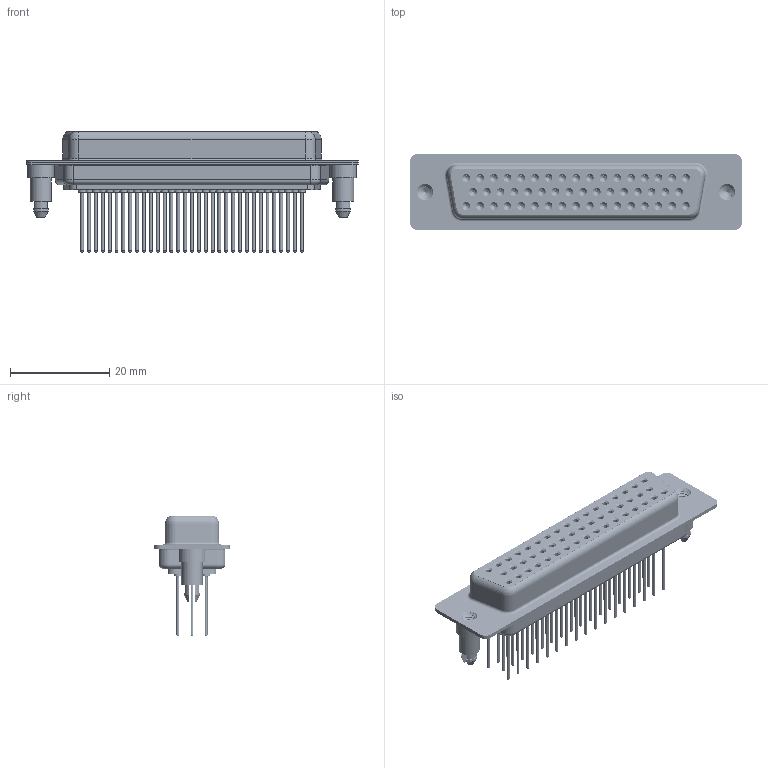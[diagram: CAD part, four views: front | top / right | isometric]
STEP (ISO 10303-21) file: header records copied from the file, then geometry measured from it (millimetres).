
FILE_DESCRIPTION (( 'STEP AP203' ), '1' );
FILE_NAME ('628-M50-323-GT5.STEP', '2020-07-17T09:39:37', ( '' ), ( '' ), 'SwSTEP 2.0', 'SolidWorks 2020', '' );
FILE_SCHEMA (( 'CONFIG_CONTROL_DESIGN' ));
Length unit declared in the file: millimetre
Products named in the file (8): 628M Shell Rear_50 Contacts; 628M 4-40 Threaded Boardlock; 628M Shell Front_50 Contacts; 628M Housing_50 Contacts; 628M Contact Row 3_23; 628-M50-323-GT5; 628M Contact Row 1_23; 628M Contact Row 2_23
Assembly tree (55 placements, depth 2):
  628-M50-323-GT5
    628M Housing_50 Contacts
    628M Shell Front_50 Contacts
    628M Shell Rear_50 Contacts
    628M Contact Row 1_23  x17
    628M Contact Row 2_23  x16
    628M Contact Row 3_23  x17
    628M 4-40 Threaded Boardlock  x2
Bounding box: 67 x 15.3 x 24.27 mm (x, y, z)
Volume: 6850 mm3; surface area: 15999.9 mm2
Topology: 55 solids, 55 shells, 3079 faces, 7117 edges, 4363 vertices
Faces by surface type: cylinder 1119, plane 833, torus 757, cone 364, bspline 6
Entity records: 33889 total; most frequent: CARTESIAN_POINT 6921, DIRECTION 5803, ORIENTED_EDGE 4712, AXIS2_PLACEMENT_3D 2471, EDGE_CURVE 2356, VERTEX_POINT 1495, CIRCLE 1369, EDGE_LOOP 1331
